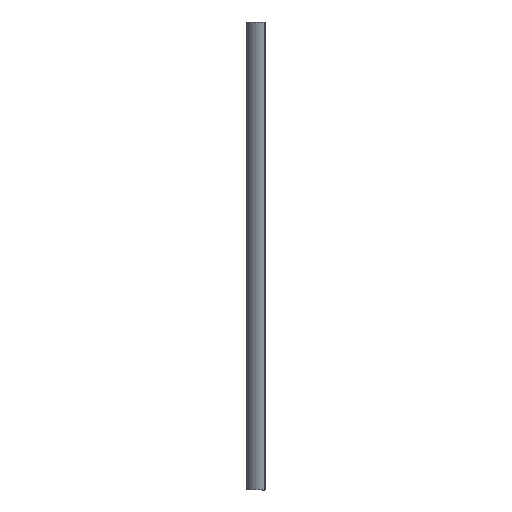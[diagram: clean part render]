
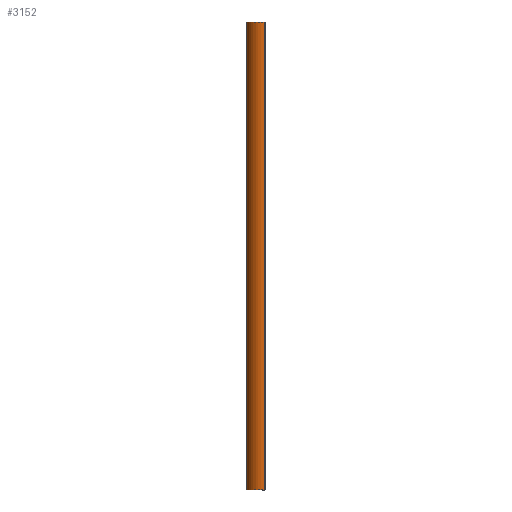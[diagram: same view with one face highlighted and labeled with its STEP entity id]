
A CAD part, left-side view. The second image highlights one B-rep face of the part: STEP entity #3152.
In plain terms, the highlighted cylindrical face has radius 40 mm (diameter 80 mm), a partial arc.
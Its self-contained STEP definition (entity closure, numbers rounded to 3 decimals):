
#1488=CIRCLE('',#3037,40.);
#1489=CIRCLE('',#3038,40.);
#1511=CYLINDRICAL_SURFACE('',#3036,40.);
#1586=ORIENTED_EDGE('',*,*,#2207,.T.);
#1587=ORIENTED_EDGE('',*,*,#2208,.F.);
#1588=ORIENTED_EDGE('',*,*,#2204,.F.);
#1589=ORIENTED_EDGE('',*,*,#2209,.T.);
#1860=VECTOR('',#2518,1.);
#1861=VECTOR('',#2525,1.);
#1982=LINE('',#2814,#1860);
#1983=LINE('',#2820,#1861);
#2090=VERTEX_POINT('',#2812);
#2091=VERTEX_POINT('',#2813);
#2092=VERTEX_POINT('',#2818);
#2093=VERTEX_POINT('',#2819);
#2204=EDGE_CURVE('',#2090,#2091,#1982,.T.);
#2207=EDGE_CURVE('',#2092,#2093,#1983,.T.);
#2208=EDGE_CURVE('',#2091,#2093,#1488,.T.);
#2209=EDGE_CURVE('',#2090,#2092,#1489,.T.);
#2320=EDGE_LOOP('',(#1586,#1587,#1588,#1589));
#2388=FACE_BOUND('',#2320,.T.);
#2518=DIRECTION('',(-1000.,0.,0.));
#2523=DIRECTION('',(-1.,0.,0.));
#2524=DIRECTION('',(0.,0.997,-0.074));
#2525=DIRECTION('',(-1000.,0.,0.));
#2526=DIRECTION('',(-1.,0.,0.));
#2527=DIRECTION('',(0.,39.89,-2.961));
#2528=DIRECTION('',(-1.,0.,0.));
#2529=DIRECTION('',(0.,39.89,-2.961));
#2812=CARTESIAN_POINT('',(1000.,20.,17.));
#2813=CARTESIAN_POINT('',(0.,20.,17.));
#2814=CARTESIAN_POINT('',(1000.,20.,17.));
#2817=CARTESIAN_POINT('',(1000.,-19.89,19.961));
#2818=CARTESIAN_POINT('',(1000.,-17.457,-19.965));
#2819=CARTESIAN_POINT('',(0.,-17.457,-19.965));
#2820=CARTESIAN_POINT('',(1000.,-17.457,-19.965));
#2821=CARTESIAN_POINT('',(0.,-19.89,19.961));
#2822=CARTESIAN_POINT('',(1000.,-19.89,19.961));
#3036=AXIS2_PLACEMENT_3D('',#2817,#2523,#2524);
#3037=AXIS2_PLACEMENT_3D('',#2821,#2526,#2527);
#3038=AXIS2_PLACEMENT_3D('',#2822,#2528,#2529);
#3152=ADVANCED_FACE('',(#2388),#1511,.T.);
